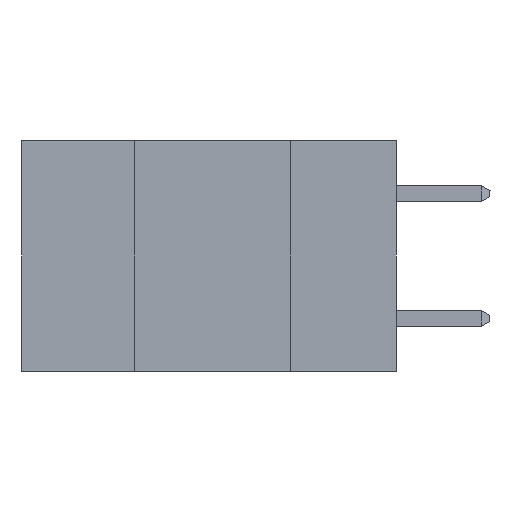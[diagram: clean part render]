
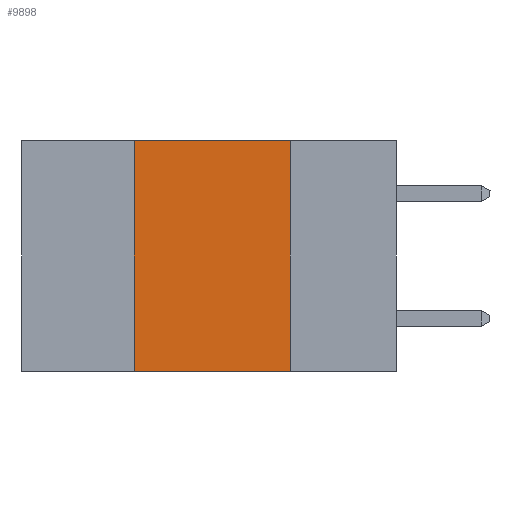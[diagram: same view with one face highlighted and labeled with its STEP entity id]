
A CAD part, left-side view. The second image highlights one B-rep face of the part: STEP entity #9898.
In plain terms, the highlighted planar face has unit normal (-1, 0, 0).
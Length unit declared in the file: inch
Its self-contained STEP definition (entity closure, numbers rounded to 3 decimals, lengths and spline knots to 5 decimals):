
#11 = VECTOR ( 'NONE', #4683, 39.37008 ) ;
#103 = LINE ( 'NONE', #6968, #13231 ) ;
#564 = CARTESIAN_POINT ( 'NONE',  ( 0., 0.42, 0. ) ) ;
#1233 = CARTESIAN_POINT ( 'NONE',  ( 0., 0.17, 0. ) ) ;
#2200 = EDGE_CURVE ( 'NONE', #13949, #13368, #6646, .T. ) ;
#2493 = CARTESIAN_POINT ( 'NONE',  ( 0., 0.17, 0. ) ) ;
#2503 = AXIS2_PLACEMENT_3D ( 'NONE', #10062, #11316, #4040 ) ;
#2811 = FACE_OUTER_BOUND ( 'NONE', #11373, .T. ) ;
#3318 = DIRECTION ( 'NONE',  ( 0., -1., 0. ) ) ;
#3633 = CARTESIAN_POINT ( 'NONE',  ( 0., 0.42, -0.37 ) ) ;
#4040 = DIRECTION ( 'NONE',  ( 0., 0., -1. ) ) ;
#4683 = DIRECTION ( 'NONE',  ( 0., -1., 0. ) ) ;
#5400 = VERTEX_POINT ( 'NONE', #3633 ) ;
#5435 = ORIENTED_EDGE ( 'NONE', *, *, #14052, .T. ) ;
#5743 = ORIENTED_EDGE ( 'NONE', *, *, #7846, .F. ) ;
#6096 = ORIENTED_EDGE ( 'NONE', *, *, #14827, .F. ) ;
#6238 = CARTESIAN_POINT ( 'NONE',  ( 0., 0.6, 0. ) ) ;
#6646 = LINE ( 'NONE', #6238, #11 ) ;
#6968 = CARTESIAN_POINT ( 'NONE',  ( 0., 0.6, -0.37 ) ) ;
#7810 = ORIENTED_EDGE ( 'NONE', *, *, #2200, .F. ) ;
#7846 = EDGE_CURVE ( 'NONE', #13368, #9702, #9843, .T. ) ;
#8597 = DIRECTION ( 'NONE',  ( 0., 0., -1. ) ) ;
#8786 = VECTOR ( 'NONE', #15700, 39.37008 ) ;
#9691 = CARTESIAN_POINT ( 'NONE',  ( 0., 0.17, -0.37 ) ) ;
#9702 = VERTEX_POINT ( 'NONE', #9691 ) ;
#9843 = LINE ( 'NONE', #1233, #13531 ) ;
#9898 = ADVANCED_FACE ( 'NONE', ( #2811 ), #11260, .F. ) ;
#10062 = CARTESIAN_POINT ( 'NONE',  ( 0., 0.6, 0. ) ) ;
#11260 = PLANE ( 'NONE',  #2503 ) ;
#11316 = DIRECTION ( 'NONE',  ( 1., 0., 0. ) ) ;
#11373 = EDGE_LOOP ( 'NONE', ( #5743, #7810, #6096, #5435 ) ) ;
#12443 = LINE ( 'NONE', #14490, #8786 ) ;
#13231 = VECTOR ( 'NONE', #3318, 39.37008 ) ;
#13368 = VERTEX_POINT ( 'NONE', #2493 ) ;
#13531 = VECTOR ( 'NONE', #8597, 39.37008 ) ;
#13949 = VERTEX_POINT ( 'NONE', #564 ) ;
#14052 = EDGE_CURVE ( 'NONE', #5400, #9702, #103, .T. ) ;
#14490 = CARTESIAN_POINT ( 'NONE',  ( 0., 0.42, 0. ) ) ;
#14827 = EDGE_CURVE ( 'NONE', #5400, #13949, #12443, .T. ) ;
#15700 = DIRECTION ( 'NONE',  ( 0., 0., 1. ) ) ;
